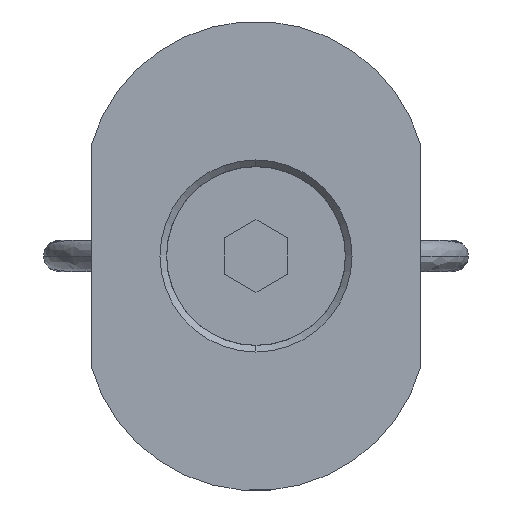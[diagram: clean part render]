
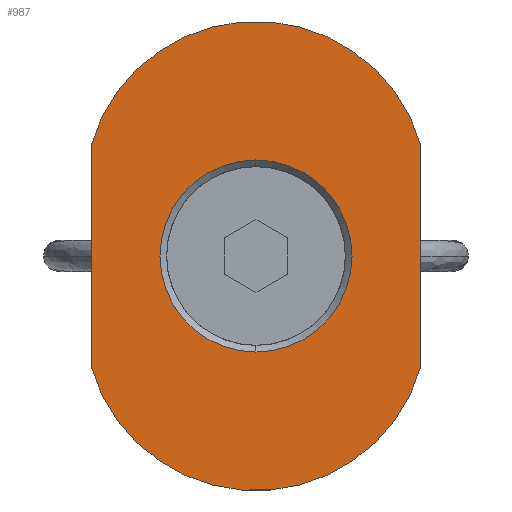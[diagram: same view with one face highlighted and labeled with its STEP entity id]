
A CAD part, left-side view. The second image highlights one B-rep face of the part: STEP entity #987.
In plain terms, the highlighted planar face has unit normal (-1, 0, 0).
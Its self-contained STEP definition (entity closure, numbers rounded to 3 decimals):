
#95 = VERTEX_POINT ( 'NONE', #1866 ) ;
#130 = CIRCLE ( 'NONE', #745, 10.9 ) ;
#141 = EDGE_CURVE ( 'NONE', #2488, #3332, #3071, .T. ) ;
#305 = CARTESIAN_POINT ( 'NONE',  ( -34.5, 0., 6.1 ) ) ;
#331 = DIRECTION ( 'NONE',  ( 1., 0., 0. ) ) ;
#341 = DIRECTION ( 'NONE',  ( 0., 0., 1. ) ) ;
#403 = ORIENTED_EDGE ( 'NONE', *, *, #995, .F. ) ;
#669 = VECTOR ( 'NONE', #3719, 1000. ) ;
#740 = EDGE_CURVE ( 'NONE', #3721, #2488, #130, .T. ) ;
#745 = AXIS2_PLACEMENT_3D ( 'NONE', #3276, #1433, #2050 ) ;
#772 = CIRCLE ( 'NONE', #3159, 10.9 ) ;
#829 = DIRECTION ( 'NONE',  ( 0., 0., -1. ) ) ;
#857 = CARTESIAN_POINT ( 'NONE',  ( -34.5, 10.45, 7.1 ) ) ;
#890 = ORIENTED_EDGE ( 'NONE', *, *, #2430, .F. ) ;
#987 = ADVANCED_FACE ( 'NONE', ( #2677, #1303 ), #1871, .F. ) ;
#995 = EDGE_CURVE ( 'NONE', #95, #1926, #1756, .T. ) ;
#1018 = DIRECTION ( 'NONE',  ( 0., 0., -1. ) ) ;
#1303 = FACE_BOUND ( 'NONE', #1611, .T. ) ;
#1310 = DIRECTION ( 'NONE',  ( -1., 0., 0. ) ) ;
#1433 = DIRECTION ( 'NONE',  ( 1., 0., 0. ) ) ;
#1473 = VECTOR ( 'NONE', #3491, 1000. ) ;
#1611 = EDGE_LOOP ( 'NONE', ( #3561, #403 ) ) ;
#1706 = CARTESIAN_POINT ( 'NONE',  ( -34.5, 0., 4. ) ) ;
#1710 = EDGE_CURVE ( 'NONE', #3332, #2043, #772, .T. ) ;
#1756 = CIRCLE ( 'NONE', #1935, 6.1 ) ;
#1837 = CARTESIAN_POINT ( 'NONE',  ( -34.5, 0., 0. ) ) ;
#1866 = CARTESIAN_POINT ( 'NONE',  ( -34.5, 0., -6.1 ) ) ;
#1871 = PLANE ( 'NONE',  #2209 ) ;
#1926 = VERTEX_POINT ( 'NONE', #305 ) ;
#1935 = AXIS2_PLACEMENT_3D ( 'NONE', #3118, #1310, #2163 ) ;
#1936 = CARTESIAN_POINT ( 'NONE',  ( -34.5, 10.45, -7.1 ) ) ;
#2043 = VERTEX_POINT ( 'NONE', #2660 ) ;
#2050 = DIRECTION ( 'NONE',  ( 0., 0., 1. ) ) ;
#2152 = EDGE_CURVE ( 'NONE', #1926, #95, #3012, .T. ) ;
#2163 = DIRECTION ( 'NONE',  ( 0., 0., 1. ) ) ;
#2209 = AXIS2_PLACEMENT_3D ( 'NONE', #3442, #331, #1018 ) ;
#2415 = AXIS2_PLACEMENT_3D ( 'NONE', #1837, #3450, #341 ) ;
#2430 = EDGE_CURVE ( 'NONE', #2043, #3721, #3601, .T. ) ;
#2460 = CARTESIAN_POINT ( 'NONE',  ( -34.5, 10.45, 16. ) ) ;
#2488 = VERTEX_POINT ( 'NONE', #1936 ) ;
#2593 = ORIENTED_EDGE ( 'NONE', *, *, #1710, .F. ) ;
#2651 = DIRECTION ( 'NONE',  ( 1., 0., 0. ) ) ;
#2660 = CARTESIAN_POINT ( 'NONE',  ( -34.5, -10.45, 7.1 ) ) ;
#2677 = FACE_OUTER_BOUND ( 'NONE', #2843, .T. ) ;
#2833 = ORIENTED_EDGE ( 'NONE', *, *, #141, .F. ) ;
#2843 = EDGE_LOOP ( 'NONE', ( #3372, #890, #2593, #2833 ) ) ;
#2848 = CARTESIAN_POINT ( 'NONE',  ( -34.5, -10.45, 16. ) ) ;
#3012 = CIRCLE ( 'NONE', #2415, 6.1 ) ;
#3071 = LINE ( 'NONE', #2460, #669 ) ;
#3118 = CARTESIAN_POINT ( 'NONE',  ( -34.5, 0., 0. ) ) ;
#3159 = AXIS2_PLACEMENT_3D ( 'NONE', #1706, #2651, #829 ) ;
#3276 = CARTESIAN_POINT ( 'NONE',  ( -34.5, 0., -4. ) ) ;
#3332 = VERTEX_POINT ( 'NONE', #857 ) ;
#3372 = ORIENTED_EDGE ( 'NONE', *, *, #740, .F. ) ;
#3442 = CARTESIAN_POINT ( 'NONE',  ( -34.5, 10.45, 16. ) ) ;
#3450 = DIRECTION ( 'NONE',  ( -1., 0., 0. ) ) ;
#3491 = DIRECTION ( 'NONE',  ( 0., 0., -1. ) ) ;
#3561 = ORIENTED_EDGE ( 'NONE', *, *, #2152, .F. ) ;
#3601 = LINE ( 'NONE', #2848, #1473 ) ;
#3719 = DIRECTION ( 'NONE',  ( 0., 0., 1. ) ) ;
#3721 = VERTEX_POINT ( 'NONE', #3867 ) ;
#3867 = CARTESIAN_POINT ( 'NONE',  ( -34.5, -10.45, -7.1 ) ) ;
